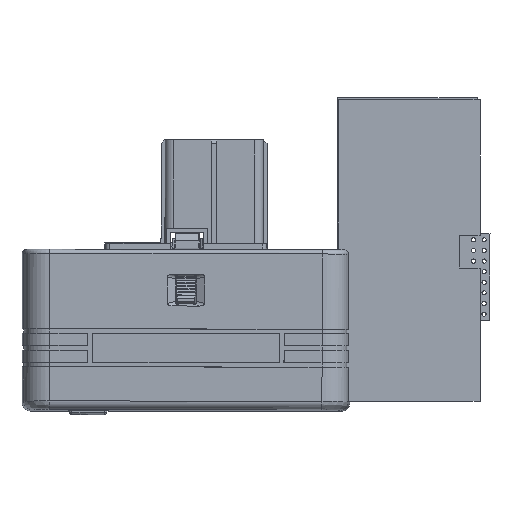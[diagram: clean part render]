
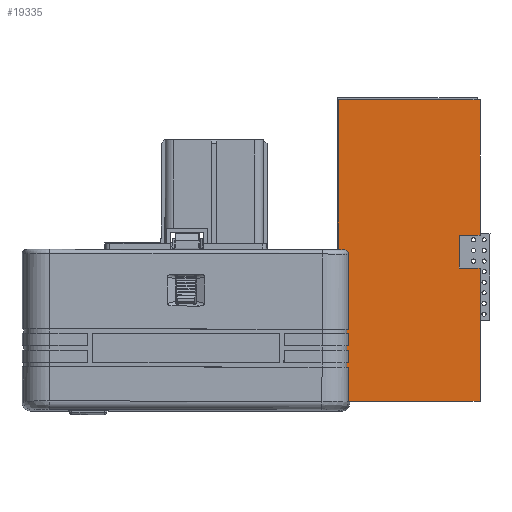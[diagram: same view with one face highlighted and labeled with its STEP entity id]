
A CAD part, front view. The second image highlights one B-rep face of the part: STEP entity #19335.
In plain terms, the highlighted face is planar.
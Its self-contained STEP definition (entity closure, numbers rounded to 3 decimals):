
#19148=DIRECTION('',(1.,0.,0.));
#19149=VECTOR('',#19148,72.25);
#19150=CARTESIAN_POINT('',(0.,0.2,0.));
#19151=LINE('',#19150,#19149);
#19152=DIRECTION('',(0.,1.,0.));
#19153=VECTOR('',#19152,34.);
#19154=CARTESIAN_POINT('',(72.25,0.2,0.));
#19155=LINE('',#19154,#19153);
#19156=DIRECTION('',(-1.,0.,0.));
#19157=VECTOR('',#19156,32.5);
#19158=CARTESIAN_POINT('',(72.25,34.2,0.));
#19159=LINE('',#19158,#19157);
#19160=DIRECTION('',(0.,-1.,0.));
#19161=VECTOR('',#19160,1.);
#19162=CARTESIAN_POINT('',(39.75,34.2,0.));
#19163=LINE('',#19162,#19161);
#19164=DIRECTION('',(0.,-1.,0.));
#19165=VECTOR('',#19164,4.);
#19166=CARTESIAN_POINT('',(39.75,33.2,0.));
#19167=LINE('',#19166,#19165);
#19168=DIRECTION('',(-1.,0.,0.));
#19169=VECTOR('',#19168,7.8);
#19170=CARTESIAN_POINT('',(39.75,29.2,0.));
#19171=LINE('',#19170,#19169);
#19172=DIRECTION('',(0.,1.,0.));
#19173=VECTOR('',#19172,4.);
#19174=CARTESIAN_POINT('',(31.95,29.2,0.));
#19175=LINE('',#19174,#19173);
#19176=DIRECTION('',(0.,1.,0.));
#19177=VECTOR('',#19176,1.);
#19178=CARTESIAN_POINT('',(31.95,33.2,0.));
#19179=LINE('',#19178,#19177);
#19180=DIRECTION('',(-1.,0.,0.));
#19181=VECTOR('',#19180,31.95);
#19182=CARTESIAN_POINT('',(31.95,34.2,0.));
#19183=LINE('',#19182,#19181);
#19184=DIRECTION('',(0.,-1.,0.));
#19185=VECTOR('',#19184,34.);
#19186=CARTESIAN_POINT('',(0.,34.2,0.));
#19187=LINE('',#19186,#19185);
#19268=CARTESIAN_POINT('',(0.,34.2,0.));
#19269=CARTESIAN_POINT('',(0.,0.2,0.));
#19270=VERTEX_POINT('',#19268);
#19271=VERTEX_POINT('',#19269);
#19272=CARTESIAN_POINT('',(72.25,0.2,0.));
#19273=VERTEX_POINT('',#19272);
#19274=CARTESIAN_POINT('',(72.25,34.2,0.));
#19275=VERTEX_POINT('',#19274);
#19276=CARTESIAN_POINT('',(39.75,34.2,0.));
#19277=VERTEX_POINT('',#19276);
#19288=CARTESIAN_POINT('',(39.75,33.2,0.));
#19289=VERTEX_POINT('',#19288);
#19290=CARTESIAN_POINT('',(31.95,33.2,0.));
#19291=CARTESIAN_POINT('',(31.95,34.2,0.));
#19292=VERTEX_POINT('',#19290);
#19293=VERTEX_POINT('',#19291);
#19300=CARTESIAN_POINT('',(39.75,29.2,0.));
#19301=VERTEX_POINT('',#19300);
#19302=CARTESIAN_POINT('',(31.95,29.2,0.));
#19303=VERTEX_POINT('',#19302);
#19308=CARTESIAN_POINT('',(0.,0.,0.));
#19309=DIRECTION('',(0.,0.,1.));
#19310=DIRECTION('',(1.,0.,0.));
#19311=AXIS2_PLACEMENT_3D('',#19308,#19309,#19310);
#19312=PLANE('',#19311);
#19314=ORIENTED_EDGE('',*,*,#19313,.T.);
#19316=ORIENTED_EDGE('',*,*,#19315,.T.);
#19318=ORIENTED_EDGE('',*,*,#19317,.T.);
#19320=ORIENTED_EDGE('',*,*,#19319,.T.);
#19322=ORIENTED_EDGE('',*,*,#19321,.T.);
#19324=ORIENTED_EDGE('',*,*,#19323,.T.);
#19326=ORIENTED_EDGE('',*,*,#19325,.T.);
#19328=ORIENTED_EDGE('',*,*,#19327,.T.);
#19330=ORIENTED_EDGE('',*,*,#19329,.T.);
#19332=ORIENTED_EDGE('',*,*,#19331,.T.);
#19333=EDGE_LOOP('',(#19314,#19316,#19318,#19320,#19322,#19324,#19326,#19328,
#19330,#19332));
#19334=FACE_OUTER_BOUND('',#19333,.F.);
#19335=ADVANCED_FACE('',(#19334),#19312,.F.);
#19313=EDGE_CURVE('',#19271,#19273,#19151,.T.);
#19315=EDGE_CURVE('',#19273,#19275,#19155,.T.);
#19317=EDGE_CURVE('',#19275,#19277,#19159,.T.);
#19319=EDGE_CURVE('',#19277,#19289,#19163,.T.);
#19321=EDGE_CURVE('',#19289,#19301,#19167,.T.);
#19323=EDGE_CURVE('',#19301,#19303,#19171,.T.);
#19325=EDGE_CURVE('',#19303,#19292,#19175,.T.);
#19327=EDGE_CURVE('',#19292,#19293,#19179,.T.);
#19329=EDGE_CURVE('',#19293,#19270,#19183,.T.);
#19331=EDGE_CURVE('',#19270,#19271,#19187,.T.);
